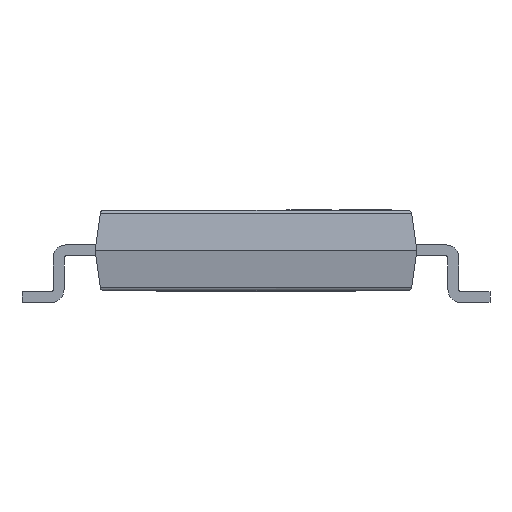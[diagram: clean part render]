
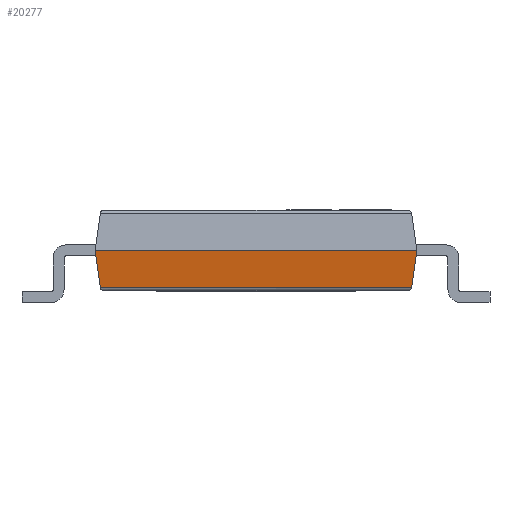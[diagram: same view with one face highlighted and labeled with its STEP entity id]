
A CAD part, front view. The second image highlights one B-rep face of the part: STEP entity #20277.
In plain terms, the highlighted planar face has unit normal (0, -0.99, -0.139).
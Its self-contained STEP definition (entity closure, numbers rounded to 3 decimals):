
#5 = EDGE_CURVE ( 'NONE', #21360, #5411, #13396, .T. ) ;
#1835 = EDGE_LOOP ( 'NONE', ( #11493, #5425, #14099, #15314 ) ) ;
#1953 = CARTESIAN_POINT ( 'NONE',  ( 2.123, -2.429, -0.507 ) ) ;
#2156 = EDGE_CURVE ( 'NONE', #15223, #5411, #4951, .T. ) ;
#2298 = CARTESIAN_POINT ( 'NONE',  ( 2.2, -2.5, 0. ) ) ;
#2678 = CARTESIAN_POINT ( 'NONE',  ( 2.129, -2.429, -0.507 ) ) ;
#2967 = EDGE_CURVE ( 'NONE', #10564, #15223, #19325, .T. ) ;
#3065 = CARTESIAN_POINT ( 'NONE',  ( -2.2, -2.5, 0. ) ) ;
#3175 = CARTESIAN_POINT ( 'NONE',  ( -2.105, -2.405, -0.676 ) ) ;
#3464 = EDGE_CURVE ( 'NONE', #10564, #21360, #12594, .T. ) ;
#4951 = LINE ( 'NONE', #10515, #17850 ) ;
#5411 = VERTEX_POINT ( 'NONE', #2298 ) ;
#5425 = ORIENTED_EDGE ( 'NONE', *, *, #3464, .T. ) ;
#6319 = VECTOR ( 'NONE', #20852, 1000. ) ;
#6791 = CARTESIAN_POINT ( 'NONE',  ( -2.2, -2.5, 0. ) ) ;
#7737 = CARTESIAN_POINT ( 'NONE',  ( 2.116, -2.416, -0.595 ) ) ;
#8504 = FACE_OUTER_BOUND ( 'NONE', #1835, .T. ) ;
#10285 = DIRECTION ( 'NONE',  ( 0., -0.99, -0.139 ) ) ;
#10515 = CARTESIAN_POINT ( 'NONE',  ( -2.2, -2.5, 0. ) ) ;
#10564 = VERTEX_POINT ( 'NONE', #22051 ) ;
#10826 = DIRECTION ( 'NONE',  ( 1., 0., 0. ) ) ;
#11493 = ORIENTED_EDGE ( 'NONE', *, *, #2967, .F. ) ;
#12594 = LINE ( 'NONE', #1953, #18063 ) ;
#13396 = LINE ( 'NONE', #7737, #19669 ) ;
#14099 = ORIENTED_EDGE ( 'NONE', *, *, #5, .T. ) ;
#15223 = VERTEX_POINT ( 'NONE', #6791 ) ;
#15272 = DIRECTION ( 'NONE',  ( 0.138, -0.138, 0.981 ) ) ;
#15314 = ORIENTED_EDGE ( 'NONE', *, *, #2156, .F. ) ;
#17449 = DIRECTION ( 'NONE',  ( 1., 0., 0. ) ) ;
#17850 = VECTOR ( 'NONE', #17449, 1000. ) ;
#18063 = VECTOR ( 'NONE', #10826, 1000. ) ;
#19325 = LINE ( 'NONE', #3175, #6319 ) ;
#19669 = VECTOR ( 'NONE', #15272, 1000. ) ;
#20277 = ADVANCED_FACE ( 'NONE', ( #8504 ), #20980, .T. ) ;
#20852 = DIRECTION ( 'NONE',  ( -0.138, -0.138, 0.981 ) ) ;
#20980 = PLANE ( 'NONE',  #21423 ) ;
#21360 = VERTEX_POINT ( 'NONE', #2678 ) ;
#21423 = AXIS2_PLACEMENT_3D ( 'NONE', #3065, #10285, #22522 ) ;
#22051 = CARTESIAN_POINT ( 'NONE',  ( -2.129, -2.429, -0.507 ) ) ;
#22522 = DIRECTION ( 'NONE',  ( 0., 0.139, -0.99 ) ) ;
